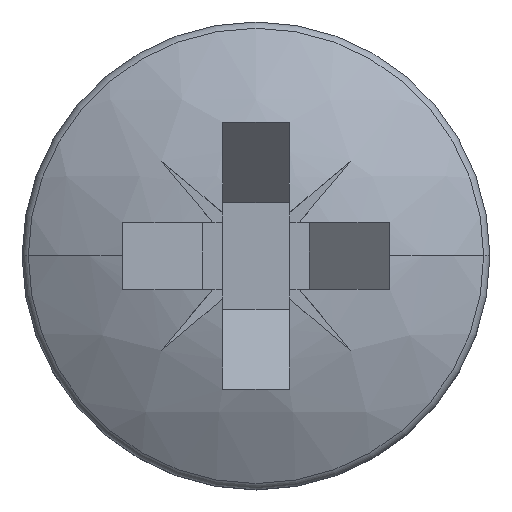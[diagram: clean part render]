
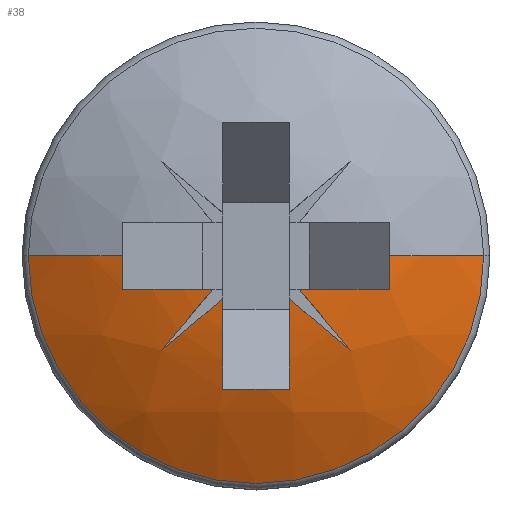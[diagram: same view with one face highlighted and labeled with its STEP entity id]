
A CAD part, top view. The second image highlights one B-rep face of the part: STEP entity #38.
In plain terms, the highlighted spherical face has radius 3.2 mm.
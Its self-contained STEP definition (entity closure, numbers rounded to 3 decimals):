
#11 = CARTESIAN_POINT ( 'NONE',  ( 0., -1., -1.4 ) ) ;
#35 = ORIENTED_EDGE ( 'NONE', *, *, #268, .T. ) ;
#38 = ADVANCED_FACE ( 'NONE', ( #1228 ), #272, .T. ) ;
#44 = CARTESIAN_POINT ( 'NONE',  ( 0.324, -0.25, 1.774 ) ) ;
#52 = AXIS2_PLACEMENT_3D ( 'NONE', #1331, #1241, #801 ) ;
#53 = CIRCLE ( 'NONE', #1014, 3.199 ) ;
#74 = AXIS2_PLACEMENT_3D ( 'NONE', #1041, #1034, #84 ) ;
#77 = DIRECTION ( 'NONE',  ( 0., 0., 1. ) ) ;
#82 = VERTEX_POINT ( 'NONE', #907 ) ;
#84 = DIRECTION ( 'NONE',  ( 0., 0., 1. ) ) ;
#90 = DIRECTION ( 'NONE',  ( 0.313, 0., 0.95 ) ) ;
#98 = CIRCLE ( 'NONE', #591, 3.04 ) ;
#112 = CIRCLE ( 'NONE', #1275, 3.04 ) ;
#114 = CARTESIAN_POINT ( 'NONE',  ( 0.707, -0.707, 1.64 ) ) ;
#135 = VERTEX_POINT ( 'NONE', #821 ) ;
#139 = CARTESIAN_POINT ( 'NONE',  ( 1., -0.25, 1.629 ) ) ;
#140 = EDGE_CURVE ( 'NONE', #82, #338, #971, .T. ) ;
#156 = EDGE_CURVE ( 'NONE', #559, #831, #679, .T. ) ;
#166 = CIRCLE ( 'NONE', #298, 3.199 ) ;
#192 = DIRECTION ( 'NONE',  ( -0.101, 0., 0.995 ) ) ;
#194 = VERTEX_POINT ( 'NONE', #828 ) ;
#219 = DIRECTION ( 'NONE',  ( 1., 0., 0. ) ) ;
#231 = CIRCLE ( 'NONE', #1326, 1.703 ) ;
#247 = VERTEX_POINT ( 'NONE', #1367 ) ;
#265 = CARTESIAN_POINT ( 'NONE',  ( 0.25, -1., 1.629 ) ) ;
#267 = AXIS2_PLACEMENT_3D ( 'NONE', #981, #553, #1286 ) ;
#268 = EDGE_CURVE ( 'NONE', #82, #831, #231, .T. ) ;
#272 = SPHERICAL_SURFACE ( 'NONE', #52, 3.2 ) ;
#289 = VERTEX_POINT ( 'NONE', #629 ) ;
#298 = AXIS2_PLACEMENT_3D ( 'NONE', #456, #825, #1371 ) ;
#310 = AXIS2_PLACEMENT_3D ( 'NONE', #1264, #1044, #192 ) ;
#323 = AXIS2_PLACEMENT_3D ( 'NONE', #710, #718, #77 ) ;
#338 = VERTEX_POINT ( 'NONE', #858 ) ;
#356 = EDGE_CURVE ( 'NONE', #982, #559, #98, .T. ) ;
#404 = CARTESIAN_POINT ( 'NONE',  ( 1.703, 0., 1.309 ) ) ;
#410 = AXIS2_PLACEMENT_3D ( 'NONE', #544, #844, #434 ) ;
#420 = VERTEX_POINT ( 'NONE', #955 ) ;
#427 = CARTESIAN_POINT ( 'NONE',  ( -1., -0.25, 1.629 ) ) ;
#434 = DIRECTION ( 'NONE',  ( 0.2, -0.239, 0.95 ) ) ;
#438 = DIRECTION ( 'NONE',  ( 0.082, 0., 0.997 ) ) ;
#440 = AXIS2_PLACEMENT_3D ( 'NONE', #930, #496, #621 ) ;
#456 = CARTESIAN_POINT ( 'NONE',  ( -0.067, 0.056, -1.4 ) ) ;
#461 = ORIENTED_EDGE ( 'NONE', *, *, #906, .F. ) ;
#496 = DIRECTION ( 'NONE',  ( 1., 0., 0. ) ) ;
#509 = DIRECTION ( 'NONE',  ( 0.096, -0.08, 0.992 ) ) ;
#530 = ORIENTED_EDGE ( 'NONE', *, *, #1143, .T. ) ;
#540 = ORIENTED_EDGE ( 'NONE', *, *, #915, .T. ) ;
#543 = DIRECTION ( 'NONE',  ( -1., 0., 0. ) ) ;
#544 = CARTESIAN_POINT ( 'NONE',  ( 0.067, 0.056, -1.4 ) ) ;
#553 = DIRECTION ( 'NONE',  ( -0.643, 0.766, 0. ) ) ;
#555 = VERTEX_POINT ( 'NONE', #44 ) ;
#559 = VERTEX_POINT ( 'NONE', #778 ) ;
#566 = ORIENTED_EDGE ( 'NONE', *, *, #1180, .F. ) ;
#591 = AXIS2_PLACEMENT_3D ( 'NONE', #941, #543, #1077 ) ;
#621 = DIRECTION ( 'NONE',  ( 0., 0.082, 0.997 ) ) ;
#629 = CARTESIAN_POINT ( 'NONE',  ( -0.707, -0.707, 1.64 ) ) ;
#632 = DIRECTION ( 'NONE',  ( -1., 0., 0. ) ) ;
#636 = DIRECTION ( 'NONE',  ( 0., -0.101, 0.995 ) ) ;
#679 = CIRCLE ( 'NONE', #74, 3.2 ) ;
#705 = DIRECTION ( 'NONE',  ( 0.643, 0.766, 0. ) ) ;
#710 = CARTESIAN_POINT ( 'NONE',  ( 0., 0., -1.4 ) ) ;
#711 = CIRCLE ( 'NONE', #267, 3.199 ) ;
#718 = DIRECTION ( 'NONE',  ( 0., 1., 0. ) ) ;
#729 = CARTESIAN_POINT ( 'NONE',  ( 0., 0., 1.309 ) ) ;
#737 = CIRCLE ( 'NONE', #310, 3.19 ) ;
#740 = EDGE_CURVE ( 'NONE', #135, #958, #53, .T. ) ;
#753 = ORIENTED_EDGE ( 'NONE', *, *, #156, .F. ) ;
#778 = CARTESIAN_POINT ( 'NONE',  ( 1., 0., 1.64 ) ) ;
#779 = EDGE_CURVE ( 'NONE', #247, #1266, #737, .T. ) ;
#801 = DIRECTION ( 'NONE',  ( 0., 0., -1. ) ) ;
#810 = CARTESIAN_POINT ( 'NONE',  ( -0.056, -0.067, -1.4 ) ) ;
#821 = CARTESIAN_POINT ( 'NONE',  ( 0.25, -0.324, 1.774 ) ) ;
#825 = DIRECTION ( 'NONE',  ( 0.766, -0.643, 0. ) ) ;
#828 = CARTESIAN_POINT ( 'NONE',  ( -0.25, -1., 1.629 ) ) ;
#831 = VERTEX_POINT ( 'NONE', #404 ) ;
#839 = EDGE_CURVE ( 'NONE', #980, #135, #1209, .T. ) ;
#844 = DIRECTION ( 'NONE',  ( -0.766, -0.643, 0. ) ) ;
#858 = CARTESIAN_POINT ( 'NONE',  ( -1., 0., 1.64 ) ) ;
#876 = ORIENTED_EDGE ( 'NONE', *, *, #1261, .F. ) ;
#906 = EDGE_CURVE ( 'NONE', #289, #420, #711, .T. ) ;
#907 = CARTESIAN_POINT ( 'NONE',  ( -1.703, 0., 1.309 ) ) ;
#915 = EDGE_CURVE ( 'NONE', #980, #194, #112, .T. ) ;
#925 = ORIENTED_EDGE ( 'NONE', *, *, #1075, .F. ) ;
#928 = CIRCLE ( 'NONE', #1085, 3.19 ) ;
#930 = CARTESIAN_POINT ( 'NONE',  ( -1., 0., -1.4 ) ) ;
#941 = CARTESIAN_POINT ( 'NONE',  ( 1., 0., -1.4 ) ) ;
#952 = ORIENTED_EDGE ( 'NONE', *, *, #356, .F. ) ;
#955 = CARTESIAN_POINT ( 'NONE',  ( -0.25, -0.324, 1.774 ) ) ;
#958 = VERTEX_POINT ( 'NONE', #114 ) ;
#965 = CARTESIAN_POINT ( 'NONE',  ( -0.25, 0., -1.4 ) ) ;
#971 = CIRCLE ( 'NONE', #323, 3.2 ) ;
#978 = ORIENTED_EDGE ( 'NONE', *, *, #1306, .F. ) ;
#980 = VERTEX_POINT ( 'NONE', #265 ) ;
#981 = CARTESIAN_POINT ( 'NONE',  ( 0.056, -0.067, -1.4 ) ) ;
#982 = VERTEX_POINT ( 'NONE', #139 ) ;
#983 = AXIS2_PLACEMENT_3D ( 'NONE', #1158, #632, #1362 ) ;
#992 = ORIENTED_EDGE ( 'NONE', *, *, #779, .T. ) ;
#995 = CIRCLE ( 'NONE', #410, 3.199 ) ;
#1014 = AXIS2_PLACEMENT_3D ( 'NONE', #810, #705, #509 ) ;
#1034 = DIRECTION ( 'NONE',  ( 0., 1., 0. ) ) ;
#1041 = CARTESIAN_POINT ( 'NONE',  ( 0., 0., -1.4 ) ) ;
#1043 = DIRECTION ( 'NONE',  ( -1., 0., 0. ) ) ;
#1044 = DIRECTION ( 'NONE',  ( 0., -1., 0. ) ) ;
#1049 = DIRECTION ( 'NONE',  ( 0., -1., 0. ) ) ;
#1075 = EDGE_CURVE ( 'NONE', #247, #289, #166, .T. ) ;
#1077 = DIRECTION ( 'NONE',  ( 0., -0.082, 0.997 ) ) ;
#1085 = AXIS2_PLACEMENT_3D ( 'NONE', #1366, #1049, #90 ) ;
#1143 = EDGE_CURVE ( 'NONE', #982, #555, #928, .T. ) ;
#1151 = AXIS2_PLACEMENT_3D ( 'NONE', #965, #219, #636 ) ;
#1157 = DIRECTION ( 'NONE',  ( 0., 0., 1. ) ) ;
#1158 = CARTESIAN_POINT ( 'NONE',  ( 0.25, 0., -1.4 ) ) ;
#1161 = ORIENTED_EDGE ( 'NONE', *, *, #140, .F. ) ;
#1180 = EDGE_CURVE ( 'NONE', #338, #1266, #1330, .T. ) ;
#1189 = EDGE_LOOP ( 'NONE', ( #1161, #35, #753, #952, #530, #876, #1328, #1304, #540, #978, #461, #925, #992, #566 ) ) ;
#1198 = CIRCLE ( 'NONE', #1151, 3.19 ) ;
#1209 = CIRCLE ( 'NONE', #983, 3.19 ) ;
#1228 = FACE_OUTER_BOUND ( 'NONE', #1189, .T. ) ;
#1241 = DIRECTION ( 'NONE',  ( 0., 1., 0. ) ) ;
#1261 = EDGE_CURVE ( 'NONE', #958, #555, #995, .T. ) ;
#1264 = CARTESIAN_POINT ( 'NONE',  ( 0., -0.25, -1.4 ) ) ;
#1266 = VERTEX_POINT ( 'NONE', #427 ) ;
#1275 = AXIS2_PLACEMENT_3D ( 'NONE', #11, #1380, #438 ) ;
#1286 = DIRECTION ( 'NONE',  ( -0.239, -0.2, 0.95 ) ) ;
#1304 = ORIENTED_EDGE ( 'NONE', *, *, #839, .F. ) ;
#1306 = EDGE_CURVE ( 'NONE', #420, #194, #1198, .T. ) ;
#1326 = AXIS2_PLACEMENT_3D ( 'NONE', #729, #1157, #1043 ) ;
#1328 = ORIENTED_EDGE ( 'NONE', *, *, #740, .F. ) ;
#1330 = CIRCLE ( 'NONE', #440, 3.04 ) ;
#1331 = CARTESIAN_POINT ( 'NONE',  ( 0., 0., -1.4 ) ) ;
#1362 = DIRECTION ( 'NONE',  ( 0., -0.313, 0.95 ) ) ;
#1366 = CARTESIAN_POINT ( 'NONE',  ( 0., -0.25, -1.4 ) ) ;
#1367 = CARTESIAN_POINT ( 'NONE',  ( -0.324, -0.25, 1.774 ) ) ;
#1371 = DIRECTION ( 'NONE',  ( -0.08, -0.096, 0.992 ) ) ;
#1380 = DIRECTION ( 'NONE',  ( 0., -1., 0. ) ) ;
